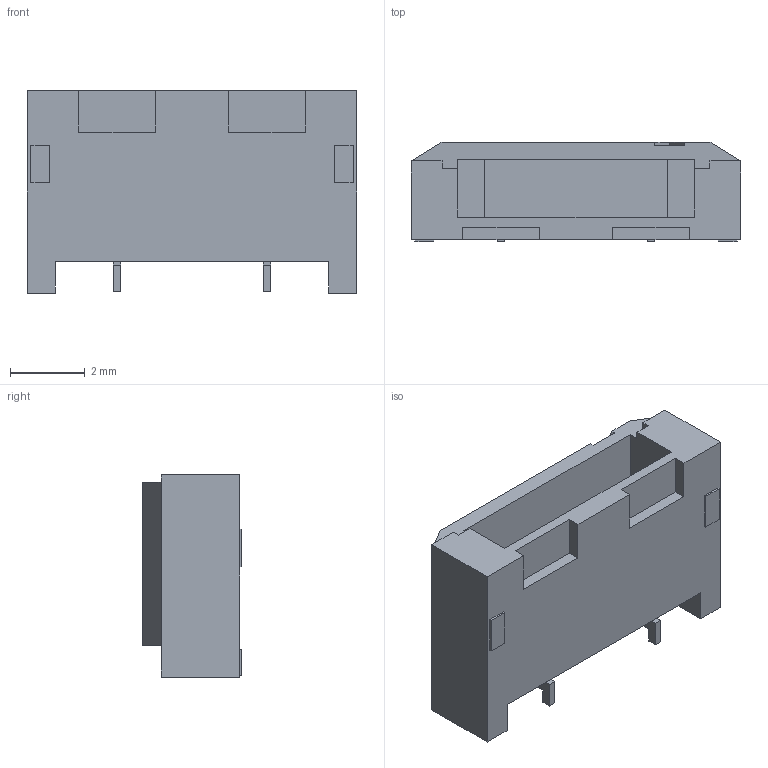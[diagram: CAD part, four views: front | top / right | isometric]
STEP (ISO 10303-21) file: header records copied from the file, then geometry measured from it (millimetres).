
FILE_DESCRIPTION (( 'STEP AP203' ), '1' );
FILE_NAME ('02R-LEBSS-TB.STEP', '2011-10-28T01:20:26', ( 'm-naganawa' ), ( 'Microsoft' ), 'SwSTEP 2.0', 'SolidWorks 2005235', '' );
FILE_SCHEMA (( 'CONFIG_CONTROL_DESIGN' ));
Length unit declared in the file: millimetre
Products named in the file (1): 02R-LEBSS-TB
Bounding box: 8.8 x 2.65 x 5.4 mm (x, y, z)
Volume: 70.6 mm3; surface area: 211.9 mm2
Topology: 1 solids, 1 shells, 69 faces, 185 edges, 122 vertices
Faces by surface type: plane 69
Entity records: 2184 total; most frequent: CARTESIAN_POINT 377, ORIENTED_EDGE 370, DIRECTION 325, VECTOR 185, LINE 185, EDGE_CURVE 185, VERTEX_POINT 122, EDGE_LOOP 73
